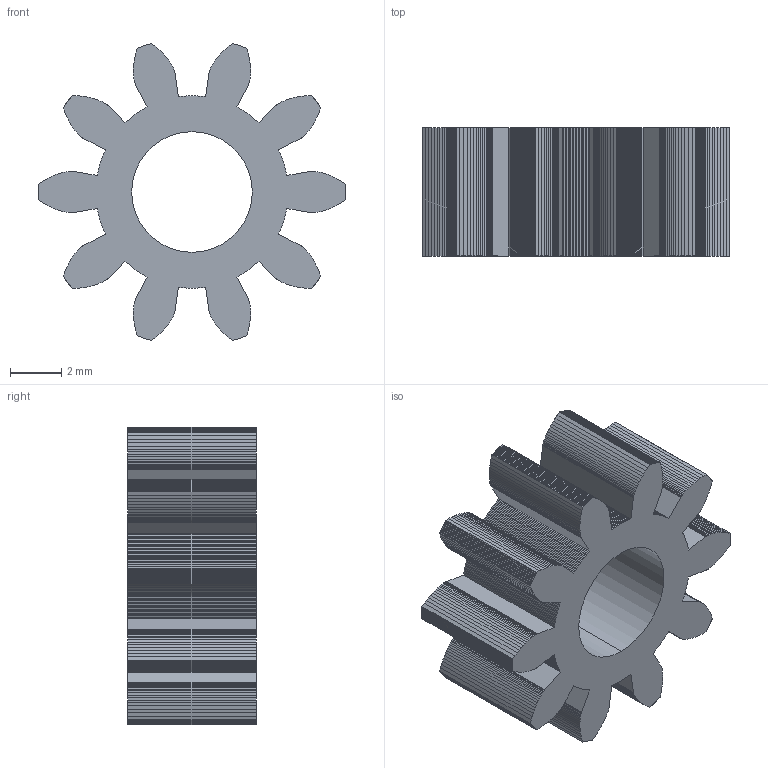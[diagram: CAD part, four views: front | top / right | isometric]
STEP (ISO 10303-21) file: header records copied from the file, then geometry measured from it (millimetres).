
FILE_DESCRIPTION (( 'STEP AP214' ), '1' );
FILE_NAME ('Gear10T.STEP', '2025-06-18T05:43:21', ( '' ), ( '' ), 'SwSTEP 2.0', 'SolidWorks 2024', '' );
FILE_SCHEMA (( 'AUTOMOTIVE_DESIGN' ));
Length unit declared in the file: millimetre
Products named in the file (1): Gear10T
Bounding box: 12 x 5 x 11.58 mm (x, y, z)
Volume: 285.6 mm3; surface area: 513.8 mm2
Topology: 1 solids, 1 shells, 784 faces, 2346 edges, 1564 vertices
Faces by surface type: plane 782, cylinder 2
Entity records: 25861 total; most frequent: CARTESIAN_POINT 4695, ORIENTED_EDGE 4692, DIRECTION 3920, EDGE_CURVE 2346, LINE 2342, VECTOR 2342, VERTEX_POINT 1564, AXIS2_PLACEMENT_3D 789
